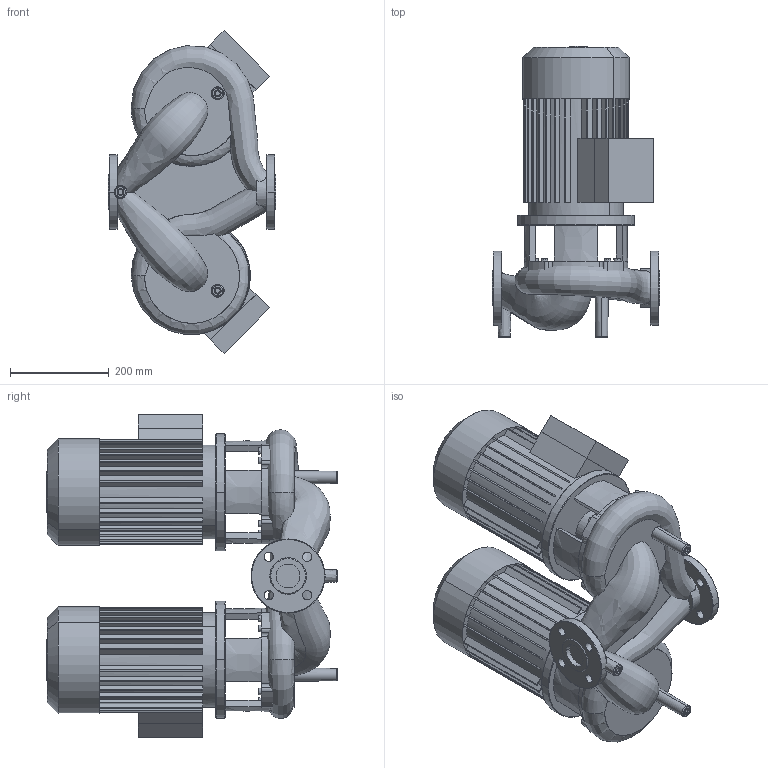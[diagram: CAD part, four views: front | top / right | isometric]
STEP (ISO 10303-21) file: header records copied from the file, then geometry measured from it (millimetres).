
FILE_DESCRIPTION((''),'2;1');
FILE_NAME('3d_DL40_150-3_2-2121017.stp','2016-05-24T12:27:45',(''),(''),'Mechanical Desktop 2009','Mechanical Desktop 2009',', , ');
FILE_SCHEMA(('CONFIG_CONTROL_DESIGN'));
Length unit declared in the file: millimetre
Products named in the file (1): Product
Bounding box: 340 x 589.5 x 654 mm (x, y, z)
Volume: 38490532.1 mm3; surface area: 2024586.4 mm2
Topology: 17 solids, 17 shells, 676 faces, 1830 edges, 1213 vertices
Faces by surface type: bspline 286, plane 220, cylinder 152, cone 14, torus 4
Entity records: 40802 total; most frequent: CARTESIAN_POINT 24306, ORIENTED_EDGE 3660, DIRECTION 3027, EDGE_CURVE 1830, VERTEX_POINT 1213, VECTOR 1027, LINE 1027, AXIS2_PLACEMENT_3D 1000
